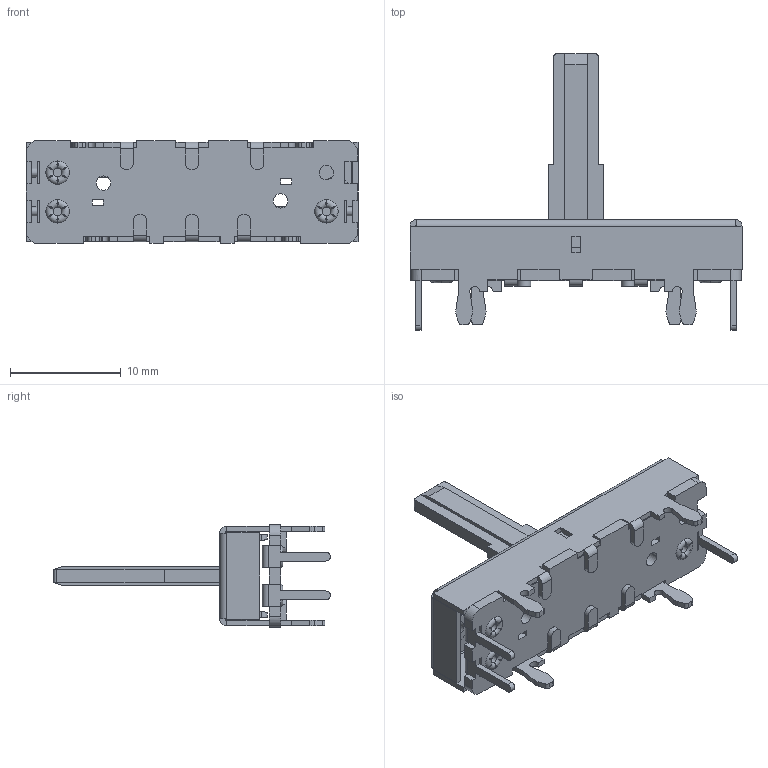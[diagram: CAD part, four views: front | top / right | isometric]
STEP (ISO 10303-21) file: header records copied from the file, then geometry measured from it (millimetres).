
FILE_DESCRIPTION((''),'2;1');
FILE_NAME('PTA1543-XX15CPXXXX','2014-09-03T',('RICKB'),('Bourns, Inc.'),'PRO/ENGINEER BY PARAMETRIC TECHNOLOGY CORPORATION, 2012230','PRO/ENGINEER BY PARAMETRIC TECHNOLOGY CORPORATION, 2012230','');
FILE_SCHEMA(('CONFIG_CONTROL_DESIGN'));
Length unit declared in the file: millimetre
Products named in the file (1): PTA1543-XX15CPXXXX
Bounding box: 30 x 25 x 9.3 mm (x, y, z)
Volume: 790.3 mm3; surface area: 2403.2 mm2
Topology: 1 solids, 1 shells, 486 faces, 1350 edges, 850 vertices
Faces by surface type: plane 343, cylinder 119, torus 16, cone 8
Entity records: 15904 total; most frequent: CARTESIAN_POINT 3278, ORIENTED_EDGE 2700, DIRECTION 2530, EDGE_CURVE 1350, VECTOR 998, LINE 998, VERTEX_POINT 850, AXIS2_PLACEMENT_3D 766
